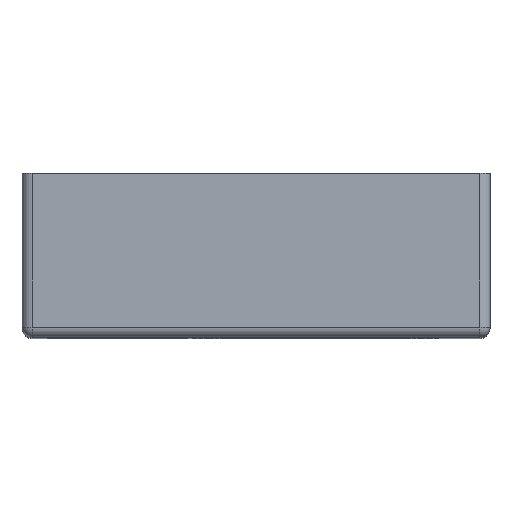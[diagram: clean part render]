
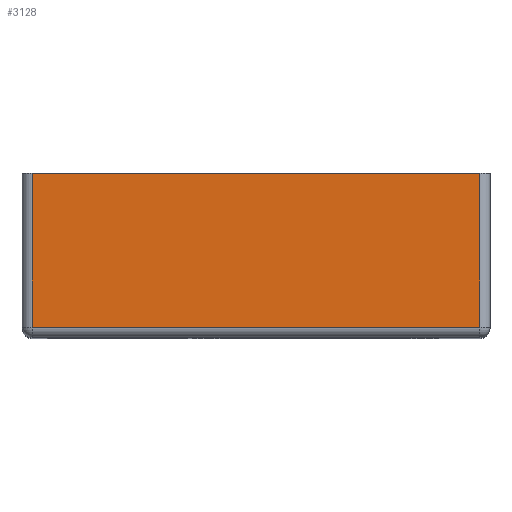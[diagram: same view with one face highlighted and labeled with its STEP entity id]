
A CAD part, top view. The second image highlights one B-rep face of the part: STEP entity #3128.
In plain terms, the highlighted planar face has unit normal (0, 0, 1).
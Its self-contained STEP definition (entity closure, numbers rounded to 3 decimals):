
#6 = EDGE_CURVE ( 'NONE', #1986, #2172, #1941, .T. ) ;
#72 = DIRECTION ( 'NONE',  ( 0., 0., -1. ) ) ;
#89 = EDGE_CURVE ( 'NONE', #2172, #1937, #2454, .T. ) ;
#421 = CARTESIAN_POINT ( 'NONE',  ( 22.5, -1.5, 27. ) ) ;
#442 = ORIENTED_EDGE ( 'NONE', *, *, #857, .F. ) ;
#750 = CARTESIAN_POINT ( 'NONE',  ( 22.5, 13.3, 27. ) ) ;
#780 = CARTESIAN_POINT ( 'NONE',  ( 21.5, 13.3, 27. ) ) ;
#857 = EDGE_CURVE ( 'NONE', #1306, #1937, #2448, .T. ) ;
#902 = LINE ( 'NONE', #2572, #1606 ) ;
#982 = ORIENTED_EDGE ( 'NONE', *, *, #89, .T. ) ;
#1023 = CARTESIAN_POINT ( 'NONE',  ( -21.5, -1.5, 27. ) ) ;
#1123 = AXIS2_PLACEMENT_3D ( 'NONE', #750, #72, #1790 ) ;
#1230 = VECTOR ( 'NONE', #2603, 1000. ) ;
#1280 = DIRECTION ( 'NONE',  ( 0., -1., 0. ) ) ;
#1306 = VERTEX_POINT ( 'NONE', #2555 ) ;
#1518 = PLANE ( 'NONE',  #1123 ) ;
#1606 = VECTOR ( 'NONE', #1280, 1000. ) ;
#1790 = DIRECTION ( 'NONE',  ( -1., 0., 0. ) ) ;
#1798 = CARTESIAN_POINT ( 'NONE',  ( 21.5, 13.3, 27. ) ) ;
#1821 = ORIENTED_EDGE ( 'NONE', *, *, #6, .T. ) ;
#1869 = VECTOR ( 'NONE', #2608, 1000. ) ;
#1937 = VERTEX_POINT ( 'NONE', #780 ) ;
#1941 = LINE ( 'NONE', #421, #1230 ) ;
#1944 = EDGE_CURVE ( 'NONE', #1306, #1986, #902, .T. ) ;
#1986 = VERTEX_POINT ( 'NONE', #1023 ) ;
#2090 = CARTESIAN_POINT ( 'NONE',  ( 22.5, 13.3, 27. ) ) ;
#2172 = VERTEX_POINT ( 'NONE', #2312 ) ;
#2308 = DIRECTION ( 'NONE',  ( 0., 1., 0. ) ) ;
#2312 = CARTESIAN_POINT ( 'NONE',  ( 21.5, -1.5, 27. ) ) ;
#2448 = LINE ( 'NONE', #2090, #1869 ) ;
#2454 = LINE ( 'NONE', #1798, #2619 ) ;
#2555 = CARTESIAN_POINT ( 'NONE',  ( -21.5, 13.3, 27. ) ) ;
#2572 = CARTESIAN_POINT ( 'NONE',  ( -21.5, 13.3, 27. ) ) ;
#2591 = FACE_OUTER_BOUND ( 'NONE', #2660, .T. ) ;
#2603 = DIRECTION ( 'NONE',  ( 1., 0., 0. ) ) ;
#2608 = DIRECTION ( 'NONE',  ( 1., 0., 0. ) ) ;
#2619 = VECTOR ( 'NONE', #2308, 1000. ) ;
#2625 = ORIENTED_EDGE ( 'NONE', *, *, #1944, .T. ) ;
#2660 = EDGE_LOOP ( 'NONE', ( #442, #2625, #1821, #982 ) ) ;
#3128 = ADVANCED_FACE ( 'NONE', ( #2591 ), #1518, .F. ) ;
